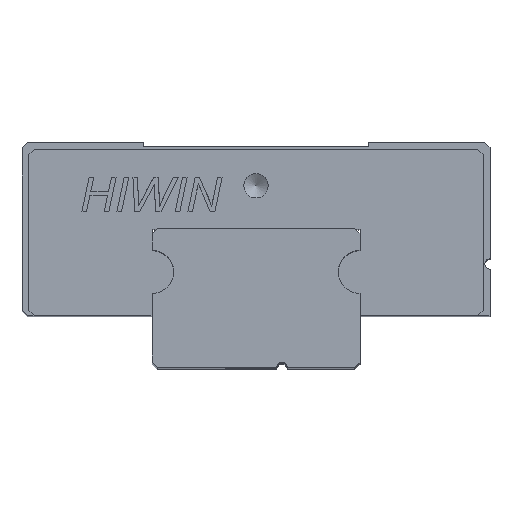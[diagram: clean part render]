
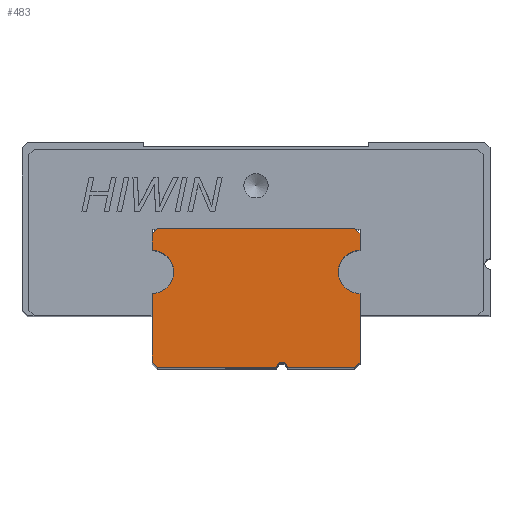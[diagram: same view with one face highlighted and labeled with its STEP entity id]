
A CAD part, top view. The second image highlights one B-rep face of the part: STEP entity #483.
In plain terms, the highlighted planar face has unit normal (0, 0, 1).
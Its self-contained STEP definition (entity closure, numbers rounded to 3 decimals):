
#483=ADVANCED_FACE('',(#833),#691,.F.);
#691=PLANE('',#3959);
#833=FACE_OUTER_BOUND('',#1035,.T.);
#1035=EDGE_LOOP('',(#1359,#1360,#1361,#1362,#1363,#1364,#1365,#1366,#1367,
#1368,#1369,#1370,#1371,#1372));
#1272=CIRCLE('',#3942,0.3);
#1274=CIRCLE('',#3947,1.25);
#1279=CIRCLE('',#3956,1.25);
#1359=ORIENTED_EDGE('',*,*,#2831,.T.);
#1360=ORIENTED_EDGE('',*,*,#2843,.T.);
#1361=ORIENTED_EDGE('',*,*,#2833,.T.);
#1362=ORIENTED_EDGE('',*,*,#2839,.T.);
#1363=ORIENTED_EDGE('',*,*,#2842,.T.);
#1364=ORIENTED_EDGE('',*,*,#2844,.T.);
#1365=ORIENTED_EDGE('',*,*,#2797,.T.);
#1366=ORIENTED_EDGE('',*,*,#2810,.T.);
#1367=ORIENTED_EDGE('',*,*,#2815,.T.);
#1368=ORIENTED_EDGE('',*,*,#2845,.T.);
#1369=ORIENTED_EDGE('',*,*,#2816,.T.);
#1370=ORIENTED_EDGE('',*,*,#2822,.T.);
#1371=ORIENTED_EDGE('',*,*,#2825,.T.);
#1372=ORIENTED_EDGE('',*,*,#2846,.T.);
#2414=VERTEX_POINT('',#4854);
#2415=VERTEX_POINT('',#4855);
#2425=VERTEX_POINT('',#4923);
#2427=VERTEX_POINT('',#5021);
#2428=VERTEX_POINT('',#5025);
#2429=VERTEX_POINT('',#5026);
#2433=VERTEX_POINT('',#5036);
#2435=VERTEX_POINT('',#5042);
#2441=VERTEX_POINT('',#5055);
#2442=VERTEX_POINT('',#5057);
#2443=VERTEX_POINT('',#5061);
#2444=VERTEX_POINT('',#5062);
#2448=VERTEX_POINT('',#5072);
#2450=VERTEX_POINT('',#5078);
#2797=EDGE_CURVE('',#2414,#2415,#3352,.T.);
#2810=EDGE_CURVE('',#2415,#2425,#1272,.T.);
#2815=EDGE_CURVE('',#2425,#2427,#3362,.T.);
#2816=EDGE_CURVE('',#2428,#2429,#3363,.T.);
#2822=EDGE_CURVE('',#2429,#2433,#1274,.T.);
#2825=EDGE_CURVE('',#2433,#2435,#3370,.T.);
#2831=EDGE_CURVE('',#2442,#2441,#3373,.T.);
#2833=EDGE_CURVE('',#2443,#2444,#3375,.T.);
#2839=EDGE_CURVE('',#2444,#2448,#1279,.T.);
#2842=EDGE_CURVE('',#2448,#2450,#3382,.T.);
#2843=EDGE_CURVE('',#2441,#2443,#3383,.T.);
#2844=EDGE_CURVE('',#2450,#2414,#3384,.T.);
#2845=EDGE_CURVE('',#2427,#2428,#3385,.T.);
#2846=EDGE_CURVE('',#2435,#2442,#3386,.T.);
#3352=LINE('',#4853,#3620);
#3362=LINE('',#5022,#3630);
#3363=LINE('',#5024,#3631);
#3370=LINE('',#5043,#3638);
#3373=LINE('',#5056,#3641);
#3375=LINE('',#5060,#3643);
#3382=LINE('',#5079,#3650);
#3383=LINE('',#5081,#3651);
#3384=LINE('',#5082,#3652);
#3385=LINE('',#5083,#3653);
#3386=LINE('',#5084,#3654);
#3620=VECTOR('',#4138,1.);
#3630=VECTOR('',#4162,1.);
#3631=VECTOR('',#4165,1.);
#3638=VECTOR('',#4180,1.);
#3641=VECTOR('',#4191,1.);
#3643=VECTOR('',#4195,1.);
#3650=VECTOR('',#4210,1.);
#3651=VECTOR('',#4213,1.);
#3652=VECTOR('',#4214,1.);
#3653=VECTOR('',#4215,1.);
#3654=VECTOR('',#4216,1.);
#3942=AXIS2_PLACEMENT_3D('',#4924,#4156,#4157);
#3947=AXIS2_PLACEMENT_3D('',#5037,#4174,#4175);
#3956=AXIS2_PLACEMENT_3D('',#5073,#4204,#4205);
#3959=AXIS2_PLACEMENT_3D('',#5085,#4217,#4218);
#4138=DIRECTION('',(1.,0.,0.));
#4156=DIRECTION('',(0.,0.,-1.));
#4157=DIRECTION('',(1.,0.,0.));
#4162=DIRECTION('',(1.,0.,0.));
#4165=DIRECTION('',(0.,1.,0.));
#4174=DIRECTION('',(0.,0.,-1.));
#4175=DIRECTION('',(1.,0.,0.));
#4180=DIRECTION('',(0.,1.,0.));
#4191=DIRECTION('',(-1.,0.,0.));
#4195=DIRECTION('',(0.,-1.,0.));
#4204=DIRECTION('',(0.,0.,-1.));
#4205=DIRECTION('',(1.,0.,0.));
#4210=DIRECTION('',(0.,-1.,0.));
#4213=DIRECTION('',(-0.707,-0.707,0.));
#4214=DIRECTION('',(0.707,-0.707,0.));
#4215=DIRECTION('',(0.707,0.707,0.));
#4216=DIRECTION('',(-0.707,0.707,0.));
#4217=DIRECTION('',(0.,0.,-1.));
#4218=DIRECTION('',(-1.,0.,0.));
#4853=CARTESIAN_POINT('',(-6.,0.,35.));
#4854=CARTESIAN_POINT('',(-5.7,0.,35.));
#4855=CARTESIAN_POINT('',(1.2,0.,35.));
#4923=CARTESIAN_POINT('',(1.8,0.,35.));
#4924=CARTESIAN_POINT('',(1.5,0.,35.));
#5021=CARTESIAN_POINT('',(5.7,0.,35.));
#5022=CARTESIAN_POINT('',(1.8,0.,35.));
#5024=CARTESIAN_POINT('',(6.,0.,35.));
#5025=CARTESIAN_POINT('',(6.,0.3,35.));
#5026=CARTESIAN_POINT('',(6.,4.25,35.));
#5036=CARTESIAN_POINT('',(6.,6.75,35.));
#5037=CARTESIAN_POINT('',(6.,5.5,35.));
#5042=CARTESIAN_POINT('',(6.,7.7,35.));
#5043=CARTESIAN_POINT('',(6.,6.75,35.));
#5055=CARTESIAN_POINT('',(-5.7,8.,35.));
#5056=CARTESIAN_POINT('',(6.,8.,35.));
#5057=CARTESIAN_POINT('',(5.7,8.,35.));
#5060=CARTESIAN_POINT('',(-6.,8.,35.));
#5061=CARTESIAN_POINT('',(-6.,7.7,35.));
#5062=CARTESIAN_POINT('',(-6.,6.75,35.));
#5072=CARTESIAN_POINT('',(-6.,4.25,35.));
#5073=CARTESIAN_POINT('',(-6.,5.5,35.));
#5078=CARTESIAN_POINT('',(-6.,0.3,35.));
#5079=CARTESIAN_POINT('',(-6.,4.25,35.));
#5081=CARTESIAN_POINT('',(-6.,7.7,35.));
#5082=CARTESIAN_POINT('',(-5.7,0.,35.));
#5083=CARTESIAN_POINT('',(6.,0.3,35.));
#5084=CARTESIAN_POINT('',(5.7,8.,35.));
#5085=CARTESIAN_POINT('',(1.5,0.,35.));
